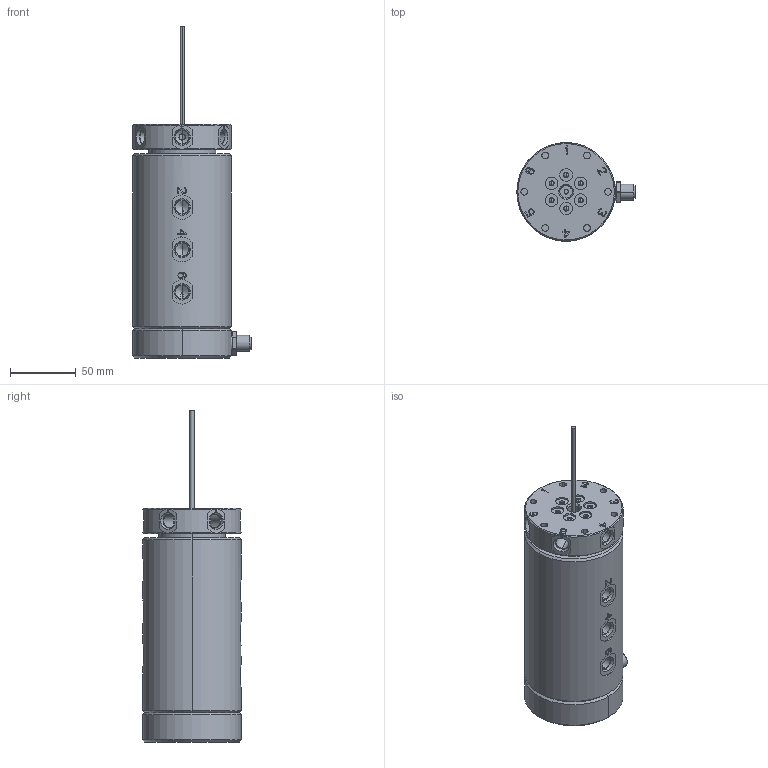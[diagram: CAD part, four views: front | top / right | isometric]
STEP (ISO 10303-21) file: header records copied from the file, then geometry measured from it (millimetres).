
FILE_DESCRIPTION((''),'2;1');
FILE_NAME('ILC32624600ES6A','2023-02-19T07:41:18',('Jweaver'),(''),'CREO PARAMETRIC BY PTC INC, 2021164','CREO PARAMETRIC BY PTC INC, 2021164','');
FILE_SCHEMA(('AUTOMOTIVE_DESIGN { 1 0 10303 214 1 1 1 1 }'));
Length unit declared in the file: inch
Products named in the file (1): ILC32624600ES6A
Bounding box: 89.59 x 74.6 x 251.61 mm (x, y, z)
Volume: 732718.1 mm3; surface area: 74048.8 mm2
Topology: 1 solids, 1 shells, 1006 faces, 2789 edges, 1843 vertices
Faces by surface type: plane 736, cylinder 160, cone 98, sphere 12
Entity records: 33586 total; most frequent: CARTESIAN_POINT 6784, ORIENTED_EDGE 5506, DIRECTION 5038, EDGE_CURVE 2753, VECTOR 2055, LINE 2055, VERTEX_POINT 1843, AXIS2_PLACEMENT_3D 1490
